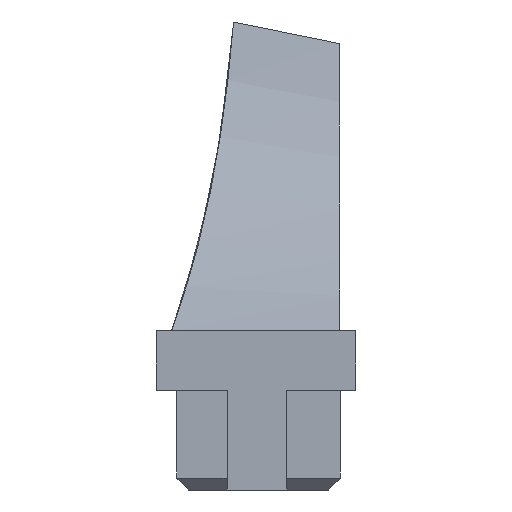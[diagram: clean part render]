
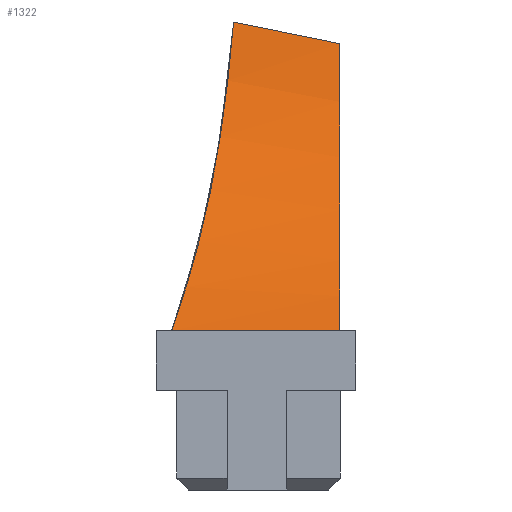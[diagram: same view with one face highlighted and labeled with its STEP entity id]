
A CAD part, left-side view. The second image highlights one B-rep face of the part: STEP entity #1322.
In plain terms, the highlighted free-form (B-spline) face has degree [1, 2] with [2, 3] control points.
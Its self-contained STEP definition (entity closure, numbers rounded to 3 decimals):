
#22 = VERTEX_POINT('',#23);
#23 = CARTESIAN_POINT('',(53.456,4.328,15.483
    ));
#61 = CONICAL_SURFACE('',#62,12.,0.165);
#62 = AXIS2_PLACEMENT_3D('',#63,#64,#65);
#63 = CARTESIAN_POINT('',(62.3,6.,24.));
#64 = DIRECTION('',(0.,-1.,0.));
#65 = DIRECTION('',(-1.,0.,0.));
#102 = B_SPLINE_SURFACE_WITH_KNOTS('',1,2,(
    (#103,#104,#105)
    ,(#106,#107,#108
    )),.UNSPECIFIED.,.F.,.F.,.F.,(2,2),(3,3),(0.,1.),(0.,1.),
  .PIECEWISE_BEZIER_KNOTS.);
#103 = CARTESIAN_POINT('',(70.963,4.29,16.));
#104 = CARTESIAN_POINT('',(71.013,4.946,6.785)
  );
#105 = CARTESIAN_POINT('',(71.,7.43,0.));
#106 = CARTESIAN_POINT('',(53.511,4.29,16.));
#107 = CARTESIAN_POINT('',(52.655,4.946,6.785
    ));
#108 = CARTESIAN_POINT('',(42.98,7.43,0.));
#145 = EDGE_CURVE('',#146,#22,#148,.T.);
#146 = VERTEX_POINT('',#147);
#147 = CARTESIAN_POINT('',(53.292,-1.,14.397));
#148 = SURFACE_CURVE('',#149,(#157,#168),.PCURVE_S1.);
#149 = B_SPLINE_CURVE_WITH_KNOTS('',6,(#150,#151,#152,#153,#154,#155,
    #156),.UNSPECIFIED.,.F.,.F.,(7,7),(0.,1.),
  .PIECEWISE_BEZIER_KNOTS.);
#150 = CARTESIAN_POINT('',(53.292,-1.,14.397));
#151 = CARTESIAN_POINT('',(53.323,-0.11,
    14.571));
#152 = CARTESIAN_POINT('',(53.353,0.779,14.747
    ));
#153 = CARTESIAN_POINT('',(53.381,1.668,
    14.926));
#154 = CARTESIAN_POINT('',(53.408,2.555,15.108
    ));
#155 = CARTESIAN_POINT('',(53.433,3.442,
    15.294));
#156 = CARTESIAN_POINT('',(53.456,4.328,
    15.483));
#157 = PCURVE('',#61,#158);
#158 = DEFINITIONAL_REPRESENTATION('',(#159),#167);
#159 = B_SPLINE_CURVE_WITH_KNOTS('',6,(#160,#161,#162,#163,#164,#165,
    #166),.UNSPECIFIED.,.F.,.F.,(7,7),(0.,1.),
  .PIECEWISE_BEZIER_KNOTS.);
#160 = CARTESIAN_POINT('',(-5.466,7.));
#161 = CARTESIAN_POINT('',(-5.473,6.11));
#162 = CARTESIAN_POINT('',(-5.481,5.221));
#163 = CARTESIAN_POINT('',(-5.489,4.332));
#164 = CARTESIAN_POINT('',(-5.498,3.445));
#165 = CARTESIAN_POINT('',(-5.507,2.558));
#166 = CARTESIAN_POINT('',(-5.517,1.672));
#167 = ( GEOMETRIC_REPRESENTATION_CONTEXT(2) 
PARAMETRIC_REPRESENTATION_CONTEXT() REPRESENTATION_CONTEXT('2D SPACE',''
  ) );
#168 = PCURVE('',#169,#176);
#169 = B_SPLINE_SURFACE_WITH_KNOTS('',1,2,(
    (#170,#171,#172)
    ,(#173,#174,#175
    )),.UNSPECIFIED.,.F.,.F.,.F.,(2,2),(3,3),(1.,2.),(0.,1.),
  .PIECEWISE_BEZIER_KNOTS.);
#170 = CARTESIAN_POINT('',(53.511,4.29,16.));
#171 = CARTESIAN_POINT('',(52.655,4.946,6.785
    ));
#172 = CARTESIAN_POINT('',(42.98,7.43,0.));
#173 = CARTESIAN_POINT('',(53.511,-1.,16.));
#174 = CARTESIAN_POINT('',(52.655,-1.,6.785));
#175 = CARTESIAN_POINT('',(42.98,-1.,0.));
#176 = DEFINITIONAL_REPRESENTATION('',(#177),#185);
#177 = B_SPLINE_CURVE_WITH_KNOTS('',6,(#178,#179,#180,#181,#182,#183,
    #184),.UNSPECIFIED.,.F.,.F.,(7,7),(0.,1.),
  .PIECEWISE_BEZIER_KNOTS.);
#178 = CARTESIAN_POINT('',(2.,0.088));
#179 = CARTESIAN_POINT('',(1.836,0.078));
#180 = CARTESIAN_POINT('',(1.671,0.069));
#181 = CARTESIAN_POINT('',(1.504,0.059));
#182 = CARTESIAN_POINT('',(1.337,0.049));
#183 = CARTESIAN_POINT('',(1.169,0.039));
#184 = CARTESIAN_POINT('',(1.,0.028));
#185 = ( GEOMETRIC_REPRESENTATION_CONTEXT(2) 
PARAMETRIC_REPRESENTATION_CONTEXT() REPRESENTATION_CONTEXT('2D SPACE',''
  ) );
#273 = B_SPLINE_SURFACE_WITH_KNOTS('',1,2,(
    (#274,#275,#276)
    ,(#277,#278,#279
    )),.UNSPECIFIED.,.F.,.F.,.F.,(2,2),(3,3),(2.,3.),(0.,1.),
  .PIECEWISE_BEZIER_KNOTS.);
#274 = CARTESIAN_POINT('',(53.511,-1.,16.));
#275 = CARTESIAN_POINT('',(52.655,-1.,6.785));
#276 = CARTESIAN_POINT('',(42.98,-1.,0.));
#277 = CARTESIAN_POINT('',(70.963,-1.,16.));
#278 = CARTESIAN_POINT('',(71.013,-1.,6.785));
#279 = CARTESIAN_POINT('',(71.,-1.,0.));
#1191 = EDGE_CURVE('',#22,#1192,#1194,.T.);
#1192 = VERTEX_POINT('',#1193);
#1193 = CARTESIAN_POINT('',(42.98,7.43,0.));
#1194 = SURFACE_CURVE('',#1195,(#1199,#1205),.PCURVE_S1.);
#1195 = B_SPLINE_CURVE_WITH_KNOTS('',2,(#1196,#1197,#1198),
  .UNSPECIFIED.,.F.,.F.,(3,3),(0.,1.),.PIECEWISE_BEZIER_KNOTS.);
#1196 = CARTESIAN_POINT('',(53.511,4.29,16.));
#1197 = CARTESIAN_POINT('',(52.655,4.946,
    6.785));
#1198 = CARTESIAN_POINT('',(42.98,7.43,0.));
#1199 = PCURVE('',#102,#1200);
#1200 = DEFINITIONAL_REPRESENTATION('',(#1201),#1204);
#1201 = B_SPLINE_CURVE_WITH_KNOTS('',1,(#1202,#1203),.UNSPECIFIED.,.F.,
  .F.,(2,2),(0.028,1.),.PIECEWISE_BEZIER_KNOTS.);
#1202 = CARTESIAN_POINT('',(1.,0.028));
#1203 = CARTESIAN_POINT('',(1.,1.));
#1204 = ( GEOMETRIC_REPRESENTATION_CONTEXT(2) 
PARAMETRIC_REPRESENTATION_CONTEXT() REPRESENTATION_CONTEXT('2D SPACE',''
  ) );
#1205 = PCURVE('',#169,#1206);
#1206 = DEFINITIONAL_REPRESENTATION('',(#1207),#1210);
#1207 = B_SPLINE_CURVE_WITH_KNOTS('',1,(#1208,#1209),.UNSPECIFIED.,.F.,
  .F.,(2,2),(0.028,1.),.PIECEWISE_BEZIER_KNOTS.);
#1208 = CARTESIAN_POINT('',(1.,0.028));
#1209 = CARTESIAN_POINT('',(1.,1.));
#1210 = ( GEOMETRIC_REPRESENTATION_CONTEXT(2) 
PARAMETRIC_REPRESENTATION_CONTEXT() REPRESENTATION_CONTEXT('2D SPACE',''
  ) );
#1224 = PLANE('',#1225);
#1225 = AXIS2_PLACEMENT_3D('',#1226,#1227,#1228);
#1226 = CARTESIAN_POINT('',(77.,8.2,0.));
#1227 = DIRECTION('',(0.,0.,-1.));
#1228 = DIRECTION('',(1.,0.,0.));
#1282 = EDGE_CURVE('',#146,#1283,#1285,.T.);
#1283 = VERTEX_POINT('',#1284);
#1284 = CARTESIAN_POINT('',(42.98,-1.,0.));
#1285 = SURFACE_CURVE('',#1286,(#1290,#1296),.PCURVE_S1.);
#1286 = B_SPLINE_CURVE_WITH_KNOTS('',2,(#1287,#1288,#1289),
  .UNSPECIFIED.,.F.,.F.,(3,3),(0.,1.),.PIECEWISE_BEZIER_KNOTS.);
#1287 = CARTESIAN_POINT('',(53.511,-1.,16.));
#1288 = CARTESIAN_POINT('',(52.655,-1.,6.785));
#1289 = CARTESIAN_POINT('',(42.98,-1.,0.));
#1290 = PCURVE('',#273,#1291);
#1291 = DEFINITIONAL_REPRESENTATION('',(#1292),#1295);
#1292 = B_SPLINE_CURVE_WITH_KNOTS('',1,(#1293,#1294),.UNSPECIFIED.,.F.,
  .F.,(2,2),(0.088,1.),.PIECEWISE_BEZIER_KNOTS.);
#1293 = CARTESIAN_POINT('',(2.,0.088));
#1294 = CARTESIAN_POINT('',(2.,1.));
#1295 = ( GEOMETRIC_REPRESENTATION_CONTEXT(2) 
PARAMETRIC_REPRESENTATION_CONTEXT() REPRESENTATION_CONTEXT('2D SPACE',''
  ) );
#1296 = PCURVE('',#169,#1297);
#1297 = DEFINITIONAL_REPRESENTATION('',(#1298),#1301);
#1298 = B_SPLINE_CURVE_WITH_KNOTS('',1,(#1299,#1300),.UNSPECIFIED.,.F.,
  .F.,(2,2),(0.088,1.),.PIECEWISE_BEZIER_KNOTS.);
#1299 = CARTESIAN_POINT('',(2.,0.088));
#1300 = CARTESIAN_POINT('',(2.,1.));
#1301 = ( GEOMETRIC_REPRESENTATION_CONTEXT(2) 
PARAMETRIC_REPRESENTATION_CONTEXT() REPRESENTATION_CONTEXT('2D SPACE',''
  ) );
#1322 = ADVANCED_FACE('',(#1323),#169,.F.);
#1323 = FACE_BOUND('',#1324,.F.);
#1324 = EDGE_LOOP('',(#1325,#1326,#1327,#1328));
#1325 = ORIENTED_EDGE('',*,*,#1191,.F.);
#1326 = ORIENTED_EDGE('',*,*,#145,.F.);
#1327 = ORIENTED_EDGE('',*,*,#1282,.T.);
#1328 = ORIENTED_EDGE('',*,*,#1329,.F.);
#1329 = EDGE_CURVE('',#1192,#1283,#1330,.T.);
#1330 = SURFACE_CURVE('',#1331,(#1334,#1340),.PCURVE_S1.);
#1331 = B_SPLINE_CURVE_WITH_KNOTS('',1,(#1332,#1333),.UNSPECIFIED.,.F.,
  .F.,(2,2),(1.,2.),.PIECEWISE_BEZIER_KNOTS.);
#1332 = CARTESIAN_POINT('',(42.98,7.43,0.));
#1333 = CARTESIAN_POINT('',(42.98,-1.,0.));
#1334 = PCURVE('',#169,#1335);
#1335 = DEFINITIONAL_REPRESENTATION('',(#1336),#1339);
#1336 = B_SPLINE_CURVE_WITH_KNOTS('',1,(#1337,#1338),.UNSPECIFIED.,.F.,
  .F.,(2,2),(1.,2.),.PIECEWISE_BEZIER_KNOTS.);
#1337 = CARTESIAN_POINT('',(1.,1.));
#1338 = CARTESIAN_POINT('',(2.,1.));
#1339 = ( GEOMETRIC_REPRESENTATION_CONTEXT(2) 
PARAMETRIC_REPRESENTATION_CONTEXT() REPRESENTATION_CONTEXT('2D SPACE',''
  ) );
#1340 = PCURVE('',#1224,#1341);
#1341 = DEFINITIONAL_REPRESENTATION('',(#1342),#1345);
#1342 = B_SPLINE_CURVE_WITH_KNOTS('',1,(#1343,#1344),.UNSPECIFIED.,.F.,
  .F.,(2,2),(1.,2.),.PIECEWISE_BEZIER_KNOTS.);
#1343 = CARTESIAN_POINT('',(-34.02,0.77));
#1344 = CARTESIAN_POINT('',(-34.02,9.2));
#1345 = ( GEOMETRIC_REPRESENTATION_CONTEXT(2) 
PARAMETRIC_REPRESENTATION_CONTEXT() REPRESENTATION_CONTEXT('2D SPACE',''
  ) );
